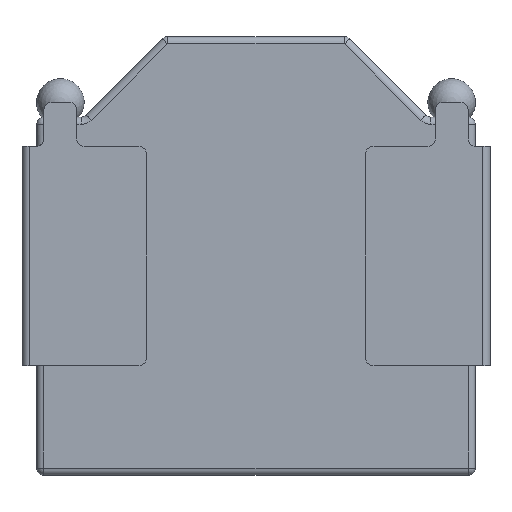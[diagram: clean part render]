
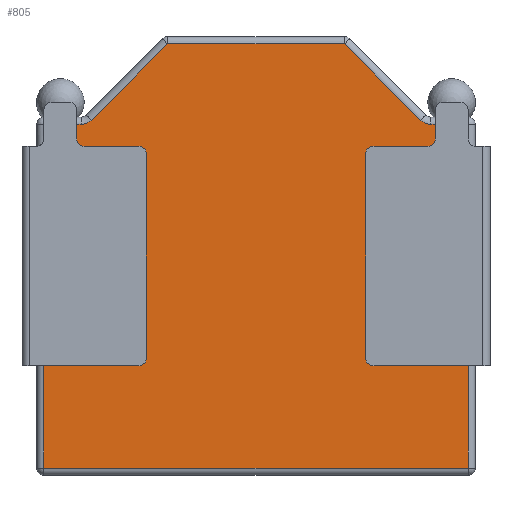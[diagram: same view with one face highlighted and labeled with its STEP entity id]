
A CAD part, front view. The second image highlights one B-rep face of the part: STEP entity #805.
In plain terms, the highlighted planar face has unit normal (0, -1, 0).
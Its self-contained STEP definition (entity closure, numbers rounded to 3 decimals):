
#805 = ADVANCED_FACE('',(#806),#1008,.F.);
#806 = FACE_BOUND('',#807,.T.);
#807 = EDGE_LOOP('',(#808,#818,#827,#835,#843,#852,#860,#868,#876,#885,
    #893,#901,#910,#918,#927,#935,#944,#952,#960,#968,#976,#984,#993,
    #1001));
#808 = ORIENTED_EDGE('',*,*,#809,.T.);
#809 = EDGE_CURVE('',#810,#812,#814,.T.);
#810 = VERTEX_POINT('',#811);
#811 = CARTESIAN_POINT('',(0.8,0.1,0.75));
#812 = VERTEX_POINT('',#813);
#813 = CARTESIAN_POINT('',(1.175,0.1,0.75));
#814 = LINE('',#815,#816);
#815 = CARTESIAN_POINT('',(1.225,0.1,0.75));
#816 = VECTOR('',#817,1.);
#817 = DIRECTION('',(1.,0.,0.));
#818 = ORIENTED_EDGE('',*,*,#819,.T.);
#819 = EDGE_CURVE('',#812,#820,#822,.T.);
#820 = VERTEX_POINT('',#821);
#821 = CARTESIAN_POINT('',(1.225,0.1,0.8));
#822 = CIRCLE('',#823,0.05);
#823 = AXIS2_PLACEMENT_3D('',#824,#825,#826);
#824 = CARTESIAN_POINT('',(1.175,0.1,0.8));
#825 = DIRECTION('',(0.,-1.,0.));
#826 = DIRECTION('',(0.,0.,1.));
#827 = ORIENTED_EDGE('',*,*,#828,.T.);
#828 = EDGE_CURVE('',#820,#829,#831,.T.);
#829 = VERTEX_POINT('',#830);
#830 = CARTESIAN_POINT('',(1.225,0.1,0.9));
#831 = LINE('',#832,#833);
#832 = CARTESIAN_POINT('',(1.225,0.1,1.05));
#833 = VECTOR('',#834,1.);
#834 = DIRECTION('',(0.,0.,1.));
#835 = ORIENTED_EDGE('',*,*,#836,.T.);
#836 = EDGE_CURVE('',#829,#837,#839,.T.);
#837 = VERTEX_POINT('',#838);
#838 = CARTESIAN_POINT('',(1.196,0.1,0.9));
#839 = LINE('',#840,#841);
#840 = CARTESIAN_POINT('',(0.,0.1,0.9));
#841 = VECTOR('',#842,1.);
#842 = DIRECTION('',(-1.,0.,0.));
#843 = ORIENTED_EDGE('',*,*,#844,.F.);
#844 = EDGE_CURVE('',#845,#837,#847,.T.);
#845 = VERTEX_POINT('',#846);
#846 = CARTESIAN_POINT('',(1.125,0.1,0.929));
#847 = CIRCLE('',#848,0.1);
#848 = AXIS2_PLACEMENT_3D('',#849,#850,#851);
#849 = CARTESIAN_POINT('',(1.196,0.1,1.));
#850 = DIRECTION('',(0.,-1.,0.));
#851 = DIRECTION('',(0.,0.,1.));
#852 = ORIENTED_EDGE('',*,*,#853,.T.);
#853 = EDGE_CURVE('',#845,#854,#856,.T.);
#854 = VERTEX_POINT('',#855);
#855 = CARTESIAN_POINT('',(0.604,0.1,1.45));
#856 = LINE('',#857,#858);
#857 = CARTESIAN_POINT('',(1.027,0.1,1.027));
#858 = VECTOR('',#859,1.);
#859 = DIRECTION('',(-0.707,0.,0.707));
#860 = ORIENTED_EDGE('',*,*,#861,.T.);
#861 = EDGE_CURVE('',#854,#862,#864,.T.);
#862 = VERTEX_POINT('',#863);
#863 = CARTESIAN_POINT('',(-0.604,0.1,1.45));
#864 = LINE('',#865,#866);
#865 = CARTESIAN_POINT('',(0.,0.1,1.45));
#866 = VECTOR('',#867,1.);
#867 = DIRECTION('',(-1.,0.,0.));
#868 = ORIENTED_EDGE('',*,*,#869,.T.);
#869 = EDGE_CURVE('',#862,#870,#872,.T.);
#870 = VERTEX_POINT('',#871);
#871 = CARTESIAN_POINT('',(-1.125,0.1,0.929));
#872 = LINE('',#873,#874);
#873 = CARTESIAN_POINT('',(-1.027,0.1,1.027));
#874 = VECTOR('',#875,1.);
#875 = DIRECTION('',(-0.707,0.,-0.707));
#876 = ORIENTED_EDGE('',*,*,#877,.F.);
#877 = EDGE_CURVE('',#878,#870,#880,.T.);
#878 = VERTEX_POINT('',#879);
#879 = CARTESIAN_POINT('',(-1.196,0.1,0.9));
#880 = CIRCLE('',#881,0.1);
#881 = AXIS2_PLACEMENT_3D('',#882,#883,#884);
#882 = CARTESIAN_POINT('',(-1.196,0.1,1.));
#883 = DIRECTION('',(0.,-1.,0.));
#884 = DIRECTION('',(0.,0.,1.));
#885 = ORIENTED_EDGE('',*,*,#886,.T.);
#886 = EDGE_CURVE('',#878,#887,#889,.T.);
#887 = VERTEX_POINT('',#888);
#888 = CARTESIAN_POINT('',(-1.225,0.1,0.9));
#889 = LINE('',#890,#891);
#890 = CARTESIAN_POINT('',(0.,0.1,0.9));
#891 = VECTOR('',#892,1.);
#892 = DIRECTION('',(-1.,0.,0.));
#893 = ORIENTED_EDGE('',*,*,#894,.T.);
#894 = EDGE_CURVE('',#887,#895,#897,.T.);
#895 = VERTEX_POINT('',#896);
#896 = CARTESIAN_POINT('',(-1.225,0.1,0.8));
#897 = LINE('',#898,#899);
#898 = CARTESIAN_POINT('',(-1.225,0.1,1.05));
#899 = VECTOR('',#900,1.);
#900 = DIRECTION('',(0.,0.,-1.));
#901 = ORIENTED_EDGE('',*,*,#902,.T.);
#902 = EDGE_CURVE('',#895,#903,#905,.T.);
#903 = VERTEX_POINT('',#904);
#904 = CARTESIAN_POINT('',(-1.175,0.1,0.75));
#905 = CIRCLE('',#906,0.05);
#906 = AXIS2_PLACEMENT_3D('',#907,#908,#909);
#907 = CARTESIAN_POINT('',(-1.175,0.1,0.8));
#908 = DIRECTION('',(0.,-1.,0.));
#909 = DIRECTION('',(0.,0.,1.));
#910 = ORIENTED_EDGE('',*,*,#911,.T.);
#911 = EDGE_CURVE('',#903,#912,#914,.T.);
#912 = VERTEX_POINT('',#913);
#913 = CARTESIAN_POINT('',(-0.8,0.1,0.75));
#914 = LINE('',#915,#916);
#915 = CARTESIAN_POINT('',(-1.225,0.1,0.75));
#916 = VECTOR('',#917,1.);
#917 = DIRECTION('',(1.,0.,0.));
#918 = ORIENTED_EDGE('',*,*,#919,.T.);
#919 = EDGE_CURVE('',#912,#920,#922,.T.);
#920 = VERTEX_POINT('',#921);
#921 = CARTESIAN_POINT('',(-0.75,0.1,0.7));
#922 = CIRCLE('',#923,0.05);
#923 = AXIS2_PLACEMENT_3D('',#924,#925,#926);
#924 = CARTESIAN_POINT('',(-0.8,0.1,0.7));
#925 = DIRECTION('',(0.,1.,0.));
#926 = DIRECTION('',(0.,0.,1.));
#927 = ORIENTED_EDGE('',*,*,#928,.T.);
#928 = EDGE_CURVE('',#920,#929,#931,.T.);
#929 = VERTEX_POINT('',#930);
#930 = CARTESIAN_POINT('',(-0.75,0.1,-0.7));
#931 = LINE('',#932,#933);
#932 = CARTESIAN_POINT('',(-0.75,0.1,0.75));
#933 = VECTOR('',#934,1.);
#934 = DIRECTION('',(0.,0.,-1.));
#935 = ORIENTED_EDGE('',*,*,#936,.T.);
#936 = EDGE_CURVE('',#929,#937,#939,.T.);
#937 = VERTEX_POINT('',#938);
#938 = CARTESIAN_POINT('',(-0.8,0.1,-0.75));
#939 = CIRCLE('',#940,0.05);
#940 = AXIS2_PLACEMENT_3D('',#941,#942,#943);
#941 = CARTESIAN_POINT('',(-0.8,0.1,-0.7));
#942 = DIRECTION('',(0.,1.,0.));
#943 = DIRECTION('',(0.,0.,1.));
#944 = ORIENTED_EDGE('',*,*,#945,.T.);
#945 = EDGE_CURVE('',#937,#946,#948,.T.);
#946 = VERTEX_POINT('',#947);
#947 = CARTESIAN_POINT('',(-1.45,0.1,-0.75));
#948 = LINE('',#949,#950);
#949 = CARTESIAN_POINT('',(-1.6,0.1,-0.75));
#950 = VECTOR('',#951,1.);
#951 = DIRECTION('',(-1.,-0.,-0.));
#952 = ORIENTED_EDGE('',*,*,#953,.T.);
#953 = EDGE_CURVE('',#946,#954,#956,.T.);
#954 = VERTEX_POINT('',#955);
#955 = CARTESIAN_POINT('',(-1.45,0.1,-1.45));
#956 = LINE('',#957,#958);
#957 = CARTESIAN_POINT('',(-1.45,0.1,0.));
#958 = VECTOR('',#959,1.);
#959 = DIRECTION('',(0.,0.,-1.));
#960 = ORIENTED_EDGE('',*,*,#961,.T.);
#961 = EDGE_CURVE('',#954,#962,#964,.T.);
#962 = VERTEX_POINT('',#963);
#963 = CARTESIAN_POINT('',(1.45,0.1,-1.45));
#964 = LINE('',#965,#966);
#965 = CARTESIAN_POINT('',(0.,0.1,-1.45));
#966 = VECTOR('',#967,1.);
#967 = DIRECTION('',(1.,0.,0.));
#968 = ORIENTED_EDGE('',*,*,#969,.T.);
#969 = EDGE_CURVE('',#962,#970,#972,.T.);
#970 = VERTEX_POINT('',#971);
#971 = CARTESIAN_POINT('',(1.45,0.1,-0.75));
#972 = LINE('',#973,#974);
#973 = CARTESIAN_POINT('',(1.45,0.1,0.));
#974 = VECTOR('',#975,1.);
#975 = DIRECTION('',(0.,0.,1.));
#976 = ORIENTED_EDGE('',*,*,#977,.T.);
#977 = EDGE_CURVE('',#970,#978,#980,.T.);
#978 = VERTEX_POINT('',#979);
#979 = CARTESIAN_POINT('',(0.8,0.1,-0.75));
#980 = LINE('',#981,#982);
#981 = CARTESIAN_POINT('',(1.6,0.1,-0.75));
#982 = VECTOR('',#983,1.);
#983 = DIRECTION('',(-1.,0.,0.));
#984 = ORIENTED_EDGE('',*,*,#985,.T.);
#985 = EDGE_CURVE('',#978,#986,#988,.T.);
#986 = VERTEX_POINT('',#987);
#987 = CARTESIAN_POINT('',(0.75,0.1,-0.7));
#988 = CIRCLE('',#989,0.05);
#989 = AXIS2_PLACEMENT_3D('',#990,#991,#992);
#990 = CARTESIAN_POINT('',(0.8,0.1,-0.7));
#991 = DIRECTION('',(0.,1.,0.));
#992 = DIRECTION('',(0.,0.,1.));
#993 = ORIENTED_EDGE('',*,*,#994,.T.);
#994 = EDGE_CURVE('',#986,#995,#997,.T.);
#995 = VERTEX_POINT('',#996);
#996 = CARTESIAN_POINT('',(0.75,0.1,0.7));
#997 = LINE('',#998,#999);
#998 = CARTESIAN_POINT('',(0.75,0.1,0.75));
#999 = VECTOR('',#1000,1.);
#1000 = DIRECTION('',(0.,0.,1.));
#1001 = ORIENTED_EDGE('',*,*,#1002,.T.);
#1002 = EDGE_CURVE('',#995,#810,#1003,.T.);
#1003 = CIRCLE('',#1004,0.05);
#1004 = AXIS2_PLACEMENT_3D('',#1005,#1006,#1007);
#1005 = CARTESIAN_POINT('',(0.8,0.1,0.7));
#1006 = DIRECTION('',(0.,1.,0.));
#1007 = DIRECTION('',(0.,0.,1.));
#1008 = PLANE('',#1009);
#1009 = AXIS2_PLACEMENT_3D('',#1010,#1011,#1012);
#1010 = CARTESIAN_POINT('',(0.,0.1,0.));
#1011 = DIRECTION('',(0.,1.,0.));
#1012 = DIRECTION('',(0.,0.,1.));
